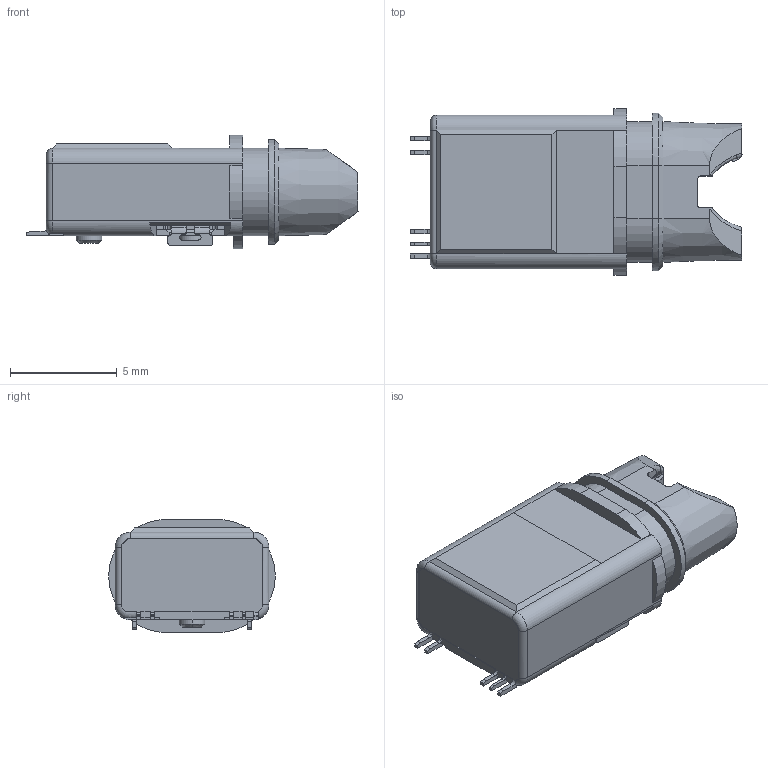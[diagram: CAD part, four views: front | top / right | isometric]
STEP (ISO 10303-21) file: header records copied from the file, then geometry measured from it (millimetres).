
FILE_DESCRIPTION (( 'STEP AP214' ), '1' );
FILE_NAME ('SJ-3554A-SMT-TR-67.STEP', '2023-09-10T14:22:13', ( '' ), ( '' ), 'SwSTEP 2.0', 'SolidWorks 2018', '' );
FILE_SCHEMA (( 'AUTOMOTIVE_DESIGN' ));
Length unit declared in the file: inch
Products named in the file (1): SJ-3554A-SMT-TR-67
Bounding box: 15.55 x 7.8 x 5.3 mm (x, y, z)
Volume: 353.7 mm3; surface area: 425.5 mm2
Topology: 1 solids, 6 shells, 357 faces, 975 edges, 622 vertices
Faces by surface type: plane 224, cylinder 103, bspline 15, cone 11, torus 4
Entity records: 14407 total; most frequent: CARTESIAN_POINT 3822, ORIENTED_EDGE 1950, DIRECTION 1811, EDGE_CURVE 975, VECTOR 635, LINE 635, VERTEX_POINT 622, AXIS2_PLACEMENT_3D 588
